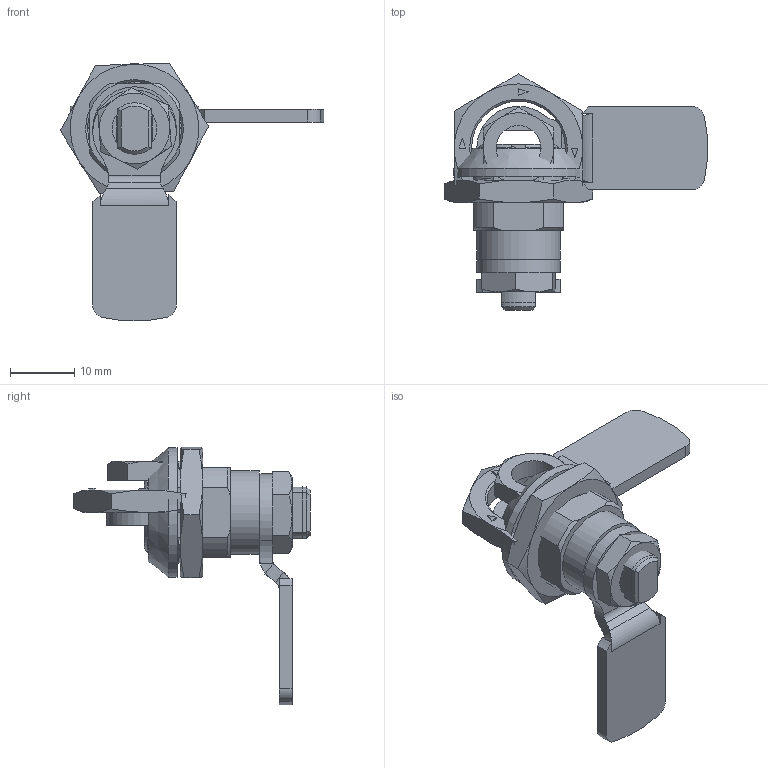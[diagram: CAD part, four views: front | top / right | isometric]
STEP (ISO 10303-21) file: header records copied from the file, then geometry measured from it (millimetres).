
FILE_DESCRIPTION( ( 'STEP AP203' ), '1' );
FILE_NAME( ' ', ' ', ( ' ' ), ( ' ' ), 'PSStep 10.0', ' ', ' ' );
FILE_SCHEMA( ( 'CONFIG_CONTROL_DESIGN' ) );
Length unit declared in the file: millimetre
Products named in the file (6): Assem1; 1; 2; 3; 4; 5
Bounding box: 40.97 x 36.75 x 40.11 mm (x, y, z)
Volume: 8737.5 mm3; surface area: 10992.1 mm2
Topology: 10 solids, 10 shells, 416 faces, 1076 edges, 688 vertices
Faces by surface type: plane 270, cylinder 82, cone 56, sphere 4, bspline 4
Full cylindrical faces by diameter (mm): 7 x2, 10.2 x2, 12.35 x2, 12.5 x2, 13 x2, 14.6 x2, 20.2 x2
Entity records: 6823 total; most frequent: CARTESIAN_POINT 1518, ORIENTED_EDGE 1046, DIRECTION 1043, EDGE_CURVE 523, AXIS2_PLACEMENT_3D 372, VERTEX_POINT 339, LINE 299, VECTOR 299
